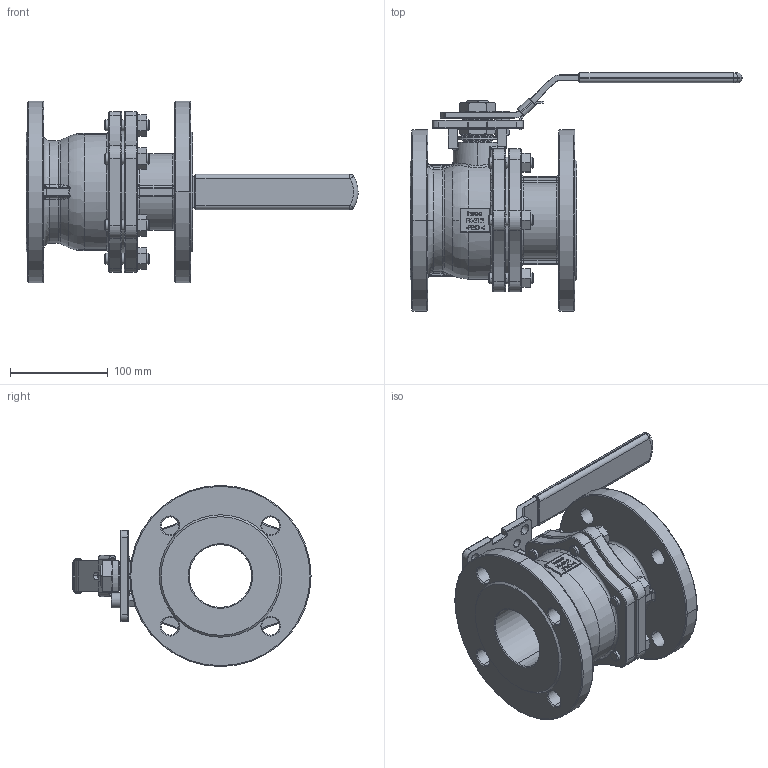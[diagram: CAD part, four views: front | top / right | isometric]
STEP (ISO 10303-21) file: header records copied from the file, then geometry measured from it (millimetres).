
FILE_DESCRIPTION (( 'STEP AP214' ), '1' );
FILE_NAME ('FK-212-PRO-4 Flanschkugelhahn 1710.STEP', '2017-10-16T06:57:35', ( '' ), ( '' ), 'SwSTEP 2.0', 'SolidWorks 2016', '' );
FILE_SCHEMA (( 'AUTOMOTIVE_DESIGN' ));
Length unit declared in the file: millimetre
Products named in the file (1): FK-212-PRO-4 Flanschkugelhahn 1710
Bounding box: 338.87 x 242.98 x 185 mm (x, y, z)
Volume: 1941953.8 mm3; surface area: 282520.7 mm2
Topology: 1 solids, 3 shells, 1489 faces, 3744 edges, 2275 vertices
Faces by surface type: plane 476, cylinder 393, bspline 244, torus 172, cone 154, sphere 50
Entity records: 60453 total; most frequent: CARTESIAN_POINT 22476, ORIENTED_EDGE 7392, DIRECTION 6683, EDGE_CURVE 3696, AXIS2_PLACEMENT_3D 2492, VERTEX_POINT 2273, LINE 1699, VECTOR 1699
